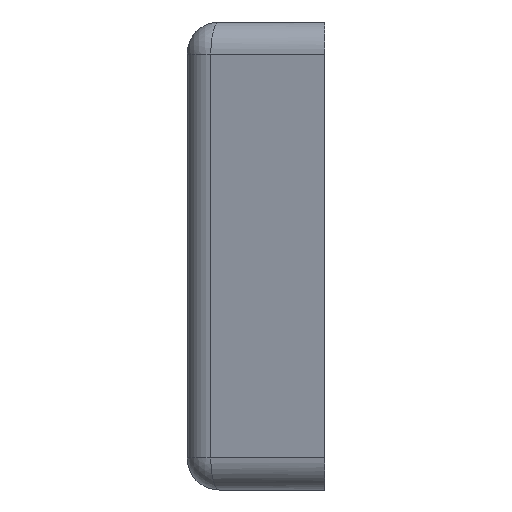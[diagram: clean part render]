
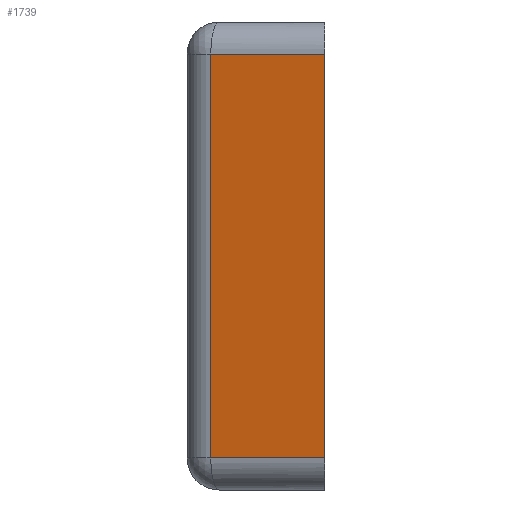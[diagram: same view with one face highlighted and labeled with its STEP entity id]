
A CAD part, left-side view. The second image highlights one B-rep face of the part: STEP entity #1739.
In plain terms, the highlighted planar face has unit normal (-0.966, 0.259, 0).
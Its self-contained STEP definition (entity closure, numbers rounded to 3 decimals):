
#33=CARTESIAN_POINT('',(-301.5,0.,31.5));
#71=CARTESIAN_POINT('',(-301.5,0.,-31.5));
#329=DIRECTION('',(0.259,0.966,0.));
#330=VECTOR('',#329,18.422);
#331=CARTESIAN_POINT('',(-301.5,0.,31.5));
#332=LINE('',#331,#330);
#333=DIRECTION('',(0.,0.,-1.));
#334=VECTOR('',#333,63.);
#335=CARTESIAN_POINT('',(-301.5,0.,31.5));
#336=LINE('',#335,#334);
#337=DIRECTION('',(-0.259,-0.966,0.));
#338=VECTOR('',#337,18.422);
#339=CARTESIAN_POINT('',(-296.732,17.794,-31.5));
#340=LINE('',#339,#338);
#356=DIRECTION('',(0.,0.,-1.));
#357=VECTOR('',#356,63.);
#358=CARTESIAN_POINT('',(-296.732,17.794,31.5));
#359=LINE('',#358,#357);
#1044=VERTEX_POINT('',#33);
#1049=VERTEX_POINT('',#71);
#1061=CARTESIAN_POINT('',(-296.732,17.794,31.5));
#1062=VERTEX_POINT('',#1061);
#1065=CARTESIAN_POINT('',(-296.732,17.794,-31.5));
#1066=VERTEX_POINT('',#1065);
#1726=CARTESIAN_POINT('',(-295.739,21.5,-36.5));
#1727=DIRECTION('',(-0.966,0.259,0.));
#1728=DIRECTION('',(-0.259,-0.966,0.));
#1729=AXIS2_PLACEMENT_3D('',#1726,#1727,#1728);
#1730=PLANE('',#1729);
#1731=ORIENTED_EDGE('',*,*,#1718,.F.);
#1732=ORIENTED_EDGE('',*,*,#1363,.T.);
#1734=ORIENTED_EDGE('',*,*,#1733,.F.);
#1736=ORIENTED_EDGE('',*,*,#1735,.F.);
#1737=EDGE_LOOP('',(#1731,#1732,#1734,#1736));
#1738=FACE_OUTER_BOUND('',#1737,.F.);
#1739=ADVANCED_FACE('',(#1738),#1730,.T.);
#1363=EDGE_CURVE('',#1044,#1049,#336,.T.);
#1718=EDGE_CURVE('',#1044,#1062,#332,.T.);
#1733=EDGE_CURVE('',#1066,#1049,#340,.T.);
#1735=EDGE_CURVE('',#1062,#1066,#359,.T.);
